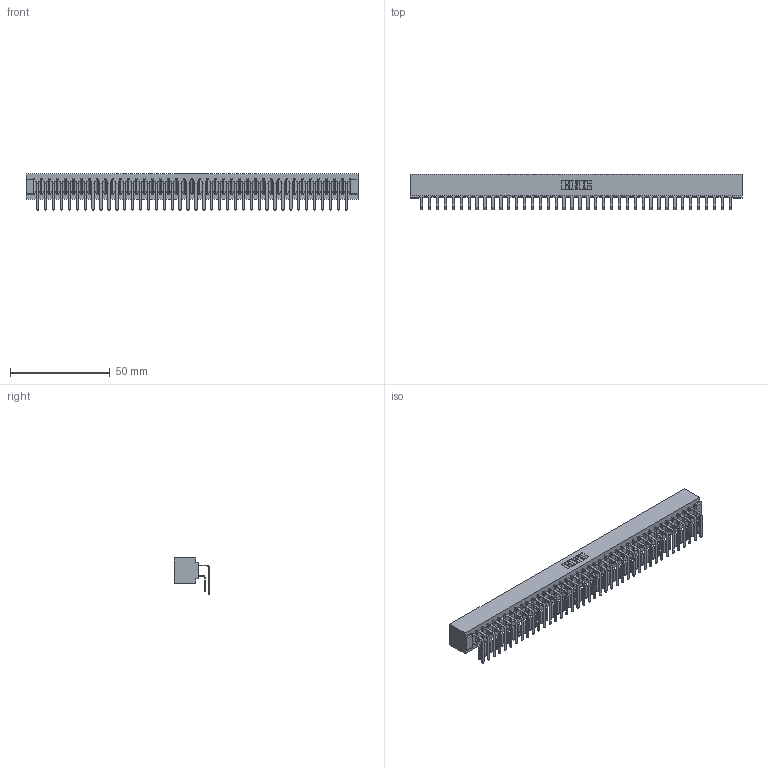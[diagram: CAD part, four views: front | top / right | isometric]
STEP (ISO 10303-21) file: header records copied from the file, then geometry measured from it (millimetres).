
FILE_DESCRIPTION (( 'STEP AP203' ), '1' );
FILE_NAME ('807-080-559-201.STEP', '2021-07-20T17:02:59', ( '' ), ( '' ), 'SwSTEP 2.0', 'SolidWorks 2020', '' );
FILE_SCHEMA (( 'CONFIG_CONTROL_DESIGN' ));
Length unit declared in the file: inch
Products named in the file (4): 807-080-559-201; 307-290-001_558 559 - 1 (Single); 807 Part_No Mounting Lugs; 307-290-001_559 - 2 (Single)
Assembly tree (81 placements, depth 2):
  807-080-559-201
    807 Part_No Mounting Lugs
    307-290-001_558 559 - 1 (Single)  x40
    307-290-001_559 - 2 (Single)  x40
Bounding box: 166.37 x 17.69 x 18.07 mm (x, y, z)
Volume: 18579.5 mm3; surface area: 25073.8 mm2
Topology: 81 solids, 81 shells, 4151 faces, 11659 edges, 7554 vertices
Faces by surface type: plane 2706, cylinder 1363, sphere 82
Entity records: 36987 total; most frequent: CARTESIAN_POINT 6050, ORIENTED_EDGE 5994, DIRECTION 5925, EDGE_CURVE 2997, VECTOR 2299, LINE 2299, VERTEX_POINT 1938, AXIS2_PLACEMENT_3D 1813
